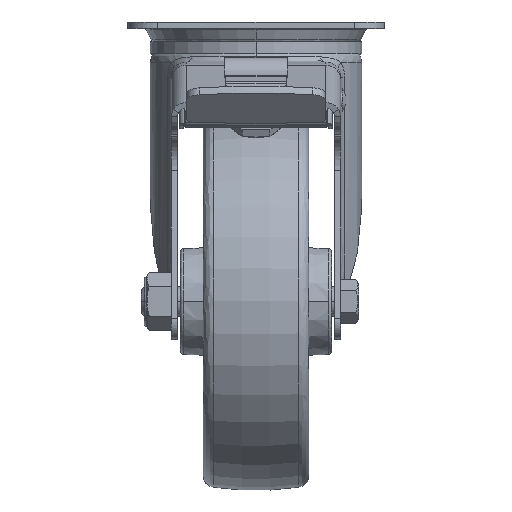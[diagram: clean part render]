
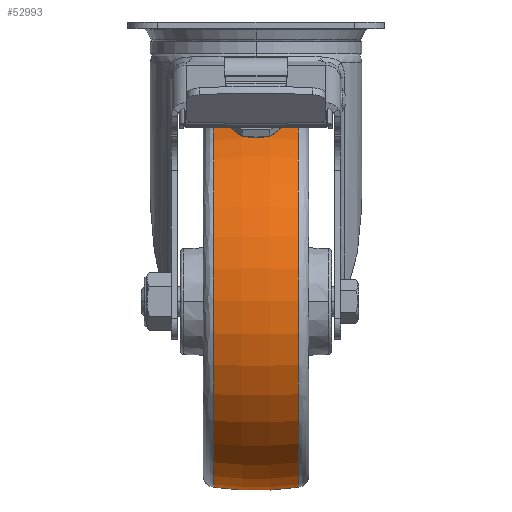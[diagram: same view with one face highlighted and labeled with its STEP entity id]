
A CAD part, top view. The second image highlights one B-rep face of the part: STEP entity #52993.
In plain terms, the highlighted toroidal (fillet/blend) face has major radius 37.5 mm and minor radius 100 mm.
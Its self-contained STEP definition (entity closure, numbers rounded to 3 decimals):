
#990 = DIRECTION ( 'NONE',  ( -1., 0., 0. ) ) ;
#2164 = DIRECTION ( 'NONE',  ( 0., 0., 1. ) ) ;
#2607 = DIRECTION ( 'NONE',  ( -1., 0., 0. ) ) ;
#5300 = CARTESIAN_POINT ( 'NONE',  ( 14.062, -23.194, 40. ) ) ;
#9647 = CIRCLE ( 'NONE', #20058, 61.506 ) ;
#10497 = CARTESIAN_POINT ( 'NONE',  ( 14.062, -146.206, 40. ) ) ;
#10905 = TOROIDAL_SURFACE ( 'NONE', #61064, -37.5, 100. ) ;
#12212 = ORIENTED_EDGE ( 'NONE', *, *, #16731, .T. ) ;
#12923 = DIRECTION ( 'NONE',  ( 0., -1., 0. ) ) ;
#14195 = DIRECTION ( 'NONE',  ( 0., 0.998, -0.063 ) ) ;
#14855 = EDGE_CURVE ( 'NONE', #17829, #56026, #39728, .T. ) ;
#16731 = EDGE_CURVE ( 'NONE', #17211, #17829, #56093, .T. ) ;
#17211 = VERTEX_POINT ( 'NONE', #18316 ) ;
#17829 = VERTEX_POINT ( 'NONE', #56444 ) ;
#18316 = CARTESIAN_POINT ( 'NONE',  ( -14.062, -23.194, 40. ) ) ;
#18465 = EDGE_LOOP ( 'NONE', ( #12212, #50377, #26043, #42936 ) ) ;
#20058 = AXIS2_PLACEMENT_3D ( 'NONE', #40880, #990, #61499 ) ;
#21349 = CARTESIAN_POINT ( 'NONE',  ( 0., -84.7, 40. ) ) ;
#22880 = DIRECTION ( 'NONE',  ( 0., 0., -1. ) ) ;
#24007 = DIRECTION ( 'NONE',  ( 1., 0., 0. ) ) ;
#24089 = AXIS2_PLACEMENT_3D ( 'NONE', #46977, #2164, #12923 ) ;
#26043 = ORIENTED_EDGE ( 'NONE', *, *, #26616, .T. ) ;
#26616 = EDGE_CURVE ( 'NONE', #56026, #59205, #9647, .T. ) ;
#38547 = CARTESIAN_POINT ( 'NONE',  ( 0., -122.2, 40. ) ) ;
#39728 = CIRCLE ( 'NONE', #24089, 100. ) ;
#40013 = DIRECTION ( 'NONE',  ( 1., 0., 0. ) ) ;
#40880 = CARTESIAN_POINT ( 'NONE',  ( 14.062, -84.7, 40. ) ) ;
#42936 = ORIENTED_EDGE ( 'NONE', *, *, #50758, .F. ) ;
#46977 = CARTESIAN_POINT ( 'NONE',  ( 0., -47.2, 40. ) ) ;
#48410 = CIRCLE ( 'NONE', #50517, 100. ) ;
#50377 = ORIENTED_EDGE ( 'NONE', *, *, #14855, .T. ) ;
#50517 = AXIS2_PLACEMENT_3D ( 'NONE', #38547, #22880, #2607 ) ;
#50758 = EDGE_CURVE ( 'NONE', #17211, #59205, #48410, .T. ) ;
#51221 = CARTESIAN_POINT ( 'NONE',  ( -14.062, -84.7, 40. ) ) ;
#52993 = ADVANCED_FACE ( 'NONE', ( #60622 ), #10905, .T. ) ;
#56026 = VERTEX_POINT ( 'NONE', #10497 ) ;
#56093 = CIRCLE ( 'NONE', #63429, 61.506 ) ;
#56444 = CARTESIAN_POINT ( 'NONE',  ( -14.062, -146.206, 40. ) ) ;
#59205 = VERTEX_POINT ( 'NONE', #5300 ) ;
#59974 = DIRECTION ( 'NONE',  ( 0., 1., 0. ) ) ;
#60622 = FACE_OUTER_BOUND ( 'NONE', #18465, .T. ) ;
#61064 = AXIS2_PLACEMENT_3D ( 'NONE', #21349, #40013, #59974 ) ;
#61499 = DIRECTION ( 'NONE',  ( 0., 0.998, -0.063 ) ) ;
#63429 = AXIS2_PLACEMENT_3D ( 'NONE', #51221, #24007, #14195 ) ;
